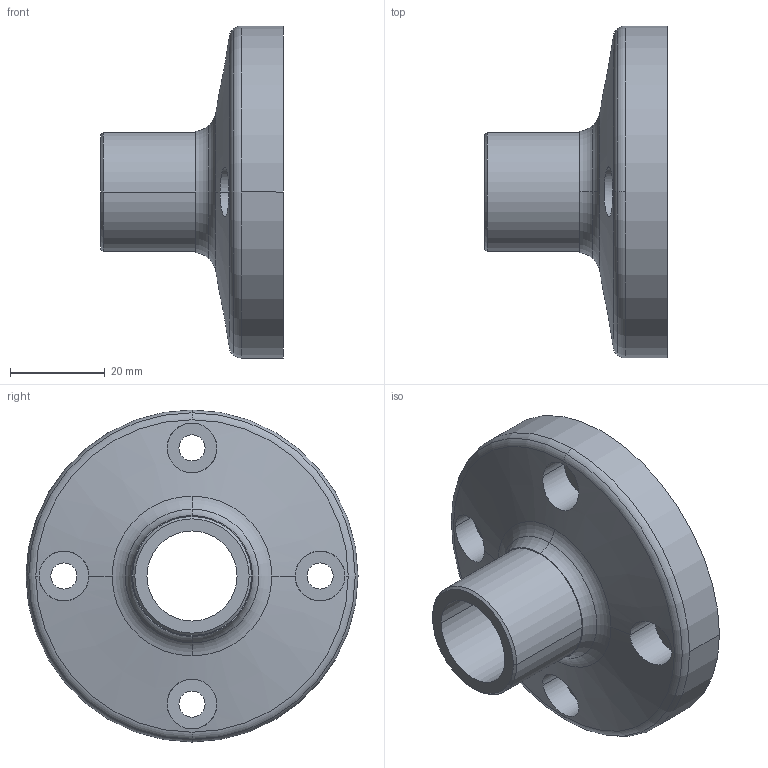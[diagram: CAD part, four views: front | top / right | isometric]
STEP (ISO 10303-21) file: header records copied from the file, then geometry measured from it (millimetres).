
FILE_DESCRIPTION((''),'2;1');
FILE_NAME('97584090B','2011-11-11T',('dhelisch'),(''),'PRO/ENGINEER BY PARAMETRIC TECHNOLOGY CORPORATION, 2007250','PRO/ENGINEER BY PARAMETRIC TECHNOLOGY CORPORATION, 2007250','');
FILE_SCHEMA(('CONFIG_CONTROL_DESIGN'));
Length unit declared in the file: millimetre
Products named in the file (1): 97584090B
Bounding box: 38.5 x 70 x 70 mm (x, y, z)
Volume: 46495.7 mm3; surface area: 14648.1 mm2
Topology: 1 solids, 1 shells, 56 faces, 136 edges, 90 vertices
Faces by surface type: cylinder 32, plane 12, torus 8, cone 4
Entity records: 2336 total; most frequent: CARTESIAN_POINT 436, DIRECTION 318, ORIENTED_EDGE 272, AXIS2_PLACEMENT_3D 140, PRESENTATION_STYLE_ASSIGNMENT 137, STYLED_ITEM 137, CURVE_STYLE 136, EDGE_CURVE 136
